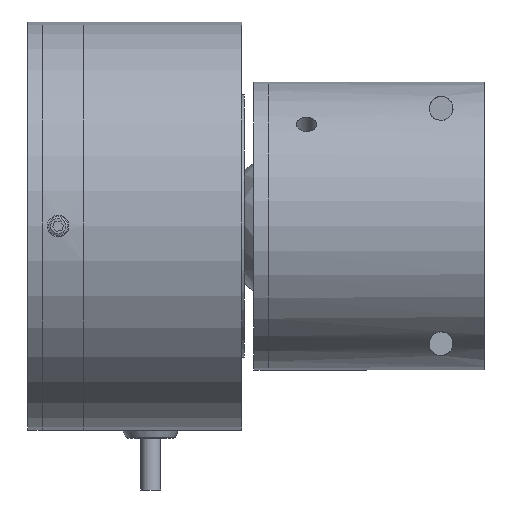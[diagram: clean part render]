
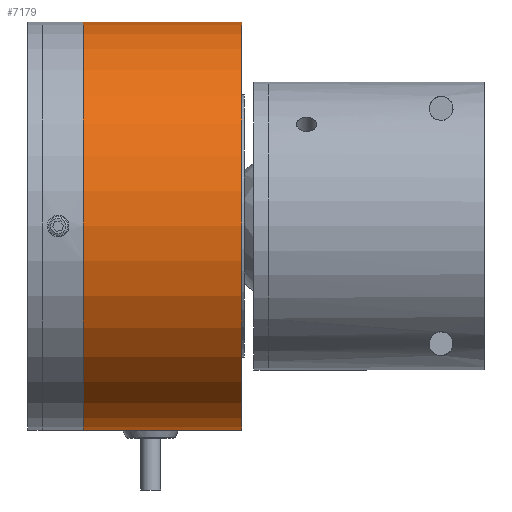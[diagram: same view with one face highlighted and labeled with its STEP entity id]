
A CAD part, front view. The second image highlights one B-rep face of the part: STEP entity #7179.
In plain terms, the highlighted cylindrical face has radius 42.5 mm (diameter 85 mm), a full revolution.
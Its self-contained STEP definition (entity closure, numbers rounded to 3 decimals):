
#113 = FACE_OUTER_BOUND ( 'NONE', #1403, .T. ) ;
#763 = EDGE_CURVE ( 'NONE', #18940, #15102, #13274, .T. ) ;
#1109 = DIRECTION ( 'NONE',  ( 0., 0., 1. ) ) ;
#1245 = EDGE_LOOP ( 'NONE', ( #1273 ) ) ;
#1273 = ORIENTED_EDGE ( 'NONE', *, *, #5693, .T. ) ;
#1403 = EDGE_LOOP ( 'NONE', ( #6965 ) ) ;
#1483 = LINE ( 'NONE', #11215, #18577 ) ;
#1496 = AXIS2_PLACEMENT_3D ( 'NONE', #11173, #17590, #14097 ) ;
#1692 = VERTEX_POINT ( 'NONE', #13959 ) ;
#2299 = AXIS2_PLACEMENT_3D ( 'NONE', #18964, #13890, #15770 ) ;
#2632 = CIRCLE ( 'NONE', #12738, 42.5 ) ;
#3117 = ORIENTED_EDGE ( 'NONE', *, *, #763, .T. ) ;
#3303 = CARTESIAN_POINT ( 'NONE',  ( 12.5, 0., 0. ) ) ;
#5693 = EDGE_CURVE ( 'NONE', #19178, #19178, #2632, .T. ) ;
#6254 = CYLINDRICAL_SURFACE ( 'NONE', #16146, 42.5 ) ;
#6965 = ORIENTED_EDGE ( 'NONE', *, *, #13459, .F. ) ;
#6970 = VECTOR ( 'NONE', #11822, 1000. ) ;
#7179 = ADVANCED_FACE ( 'NONE', ( #9868, #113, #19540 ), #6254, .T. ) ;
#7754 = EDGE_CURVE ( 'NONE', #1692, #9444, #1483, .T. ) ;
#7940 = ORIENTED_EDGE ( 'NONE', *, *, #10307, .T. ) ;
#8219 = CARTESIAN_POINT ( 'NONE',  ( 32.5, 41.5, 9.165 ) ) ;
#9444 = VERTEX_POINT ( 'NONE', #18204 ) ;
#9776 = DIRECTION ( 'NONE',  ( 0., -1., 0. ) ) ;
#9868 = FACE_BOUND ( 'NONE', #15901, .T. ) ;
#9876 = CARTESIAN_POINT ( 'NONE',  ( 12.5, 41.5, 9.165 ) ) ;
#10307 = EDGE_CURVE ( 'NONE', #15102, #1692, #11343, .T. ) ;
#10361 = AXIS2_PLACEMENT_3D ( 'NONE', #3303, #14594, #9776 ) ;
#10949 = DIRECTION ( 'NONE',  ( -1., 0., 0. ) ) ;
#11173 = CARTESIAN_POINT ( 'NONE',  ( 32.5, 0., 0. ) ) ;
#11215 = CARTESIAN_POINT ( 'NONE',  ( 8.5, 41.5, -9.165 ) ) ;
#11343 = CIRCLE ( 'NONE', #10361, 42.5 ) ;
#11503 = ORIENTED_EDGE ( 'NONE', *, *, #18004, .T. ) ;
#11822 = DIRECTION ( 'NONE',  ( -1., 0., 0. ) ) ;
#12738 = AXIS2_PLACEMENT_3D ( 'NONE', #18660, #10949, #1109 ) ;
#13267 = CIRCLE ( 'NONE', #1496, 42.5 ) ;
#13274 = LINE ( 'NONE', #17940, #6970 ) ;
#13459 = EDGE_CURVE ( 'NONE', #16392, #16392, #18827, .T. ) ;
#13890 = DIRECTION ( 'NONE',  ( -1., 0., 0. ) ) ;
#13959 = CARTESIAN_POINT ( 'NONE',  ( 12.5, 41.5, -9.165 ) ) ;
#14097 = DIRECTION ( 'NONE',  ( 0., 0., -1. ) ) ;
#14485 = CARTESIAN_POINT ( 'NONE',  ( 8.5, 0., 0. ) ) ;
#14594 = DIRECTION ( 'NONE',  ( -1., 0., 0. ) ) ;
#15102 = VERTEX_POINT ( 'NONE', #9876 ) ;
#15340 = ORIENTED_EDGE ( 'NONE', *, *, #7754, .T. ) ;
#15770 = DIRECTION ( 'NONE',  ( 0., 0., 1. ) ) ;
#15881 = CARTESIAN_POINT ( 'NONE',  ( 41.5, 0., 42.5 ) ) ;
#15901 = EDGE_LOOP ( 'NONE', ( #11503, #3117, #7940, #15340 ) ) ;
#16146 = AXIS2_PLACEMENT_3D ( 'NONE', #14485, #20707, #16267 ) ;
#16267 = DIRECTION ( 'NONE',  ( 0., 0., 1. ) ) ;
#16392 = VERTEX_POINT ( 'NONE', #19556 ) ;
#17590 = DIRECTION ( 'NONE',  ( 1., 0., 0. ) ) ;
#17940 = CARTESIAN_POINT ( 'NONE',  ( 8.5, 41.5, 9.165 ) ) ;
#18004 = EDGE_CURVE ( 'NONE', #9444, #18940, #13267, .T. ) ;
#18204 = CARTESIAN_POINT ( 'NONE',  ( 32.5, 41.5, -9.165 ) ) ;
#18577 = VECTOR ( 'NONE', #20679, 1000. ) ;
#18660 = CARTESIAN_POINT ( 'NONE',  ( 41.5, 0., 0. ) ) ;
#18827 = CIRCLE ( 'NONE', #2299, 42.5 ) ;
#18940 = VERTEX_POINT ( 'NONE', #8219 ) ;
#18964 = CARTESIAN_POINT ( 'NONE',  ( 8.5, 0., 0. ) ) ;
#19178 = VERTEX_POINT ( 'NONE', #15881 ) ;
#19540 = FACE_OUTER_BOUND ( 'NONE', #1245, .T. ) ;
#19556 = CARTESIAN_POINT ( 'NONE',  ( 8.5, 0., 42.5 ) ) ;
#20679 = DIRECTION ( 'NONE',  ( 1., 0., 0. ) ) ;
#20707 = DIRECTION ( 'NONE',  ( -1., 0., 0. ) ) ;
